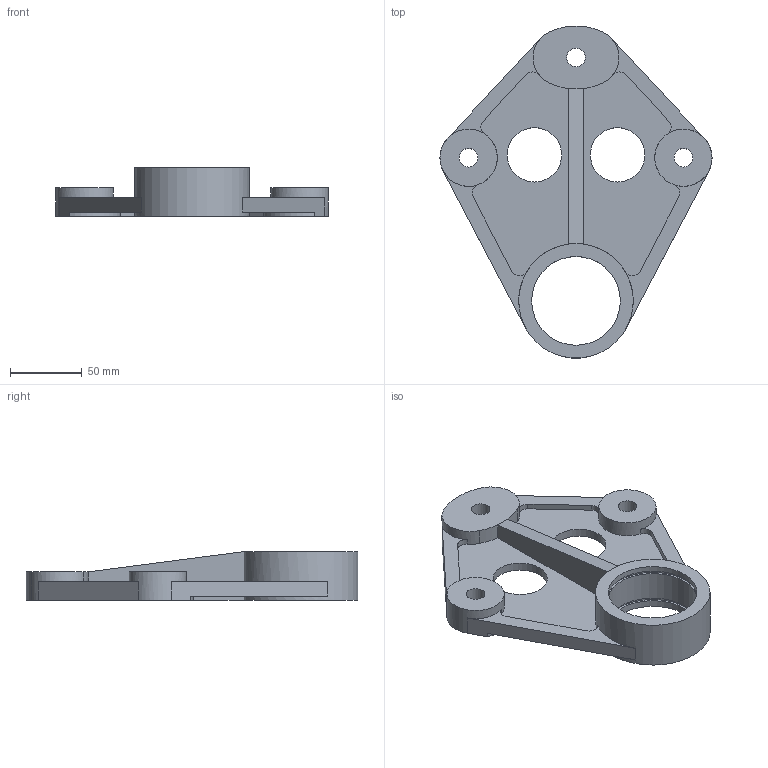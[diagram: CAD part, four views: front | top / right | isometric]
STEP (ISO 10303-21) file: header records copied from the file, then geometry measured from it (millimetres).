
FILE_DESCRIPTION(/* description */ (''),/* implementation_level */ '2;1');
FILE_NAME(/* name */ 'Part 067.stp',/* time_stamp */ '2015-02-23T18:53:24+02:00',/* author */ ('SFC'),/* organization */ (''),/* preprocessor_version */ 'ST-DEVELOPER v15.2',/* originating_system */ 'Autodesk Inventor 2014',/* authorisation */ '');
FILE_SCHEMA (('AUTOMOTIVE_DESIGN { 1 0 10303 214 3 1 1 }'));
Length unit declared in the file: millimetre
Products named in the file (1): Part 067
Bounding box: 190 x 231.85 x 34 mm (x, y, z)
Volume: 295157.8 mm3; surface area: 78875.2 mm2
Topology: 1 solids, 1 shells, 66 faces, 185 edges, 125 vertices
Faces by surface type: plane 34, cylinder 32
Full cylindrical faces by diameter (mm): 13 x3, 38 x2, 40 x2, 62 x3, 65 x2
Entity records: 2118 total; most frequent: DIRECTION 380, CARTESIAN_POINT 351, ORIENTED_EDGE 332, EDGE_CURVE 166, AXIS2_PLACEMENT_3D 147, VERTEX_POINT 118, EDGE_LOOP 94, LINE 86
